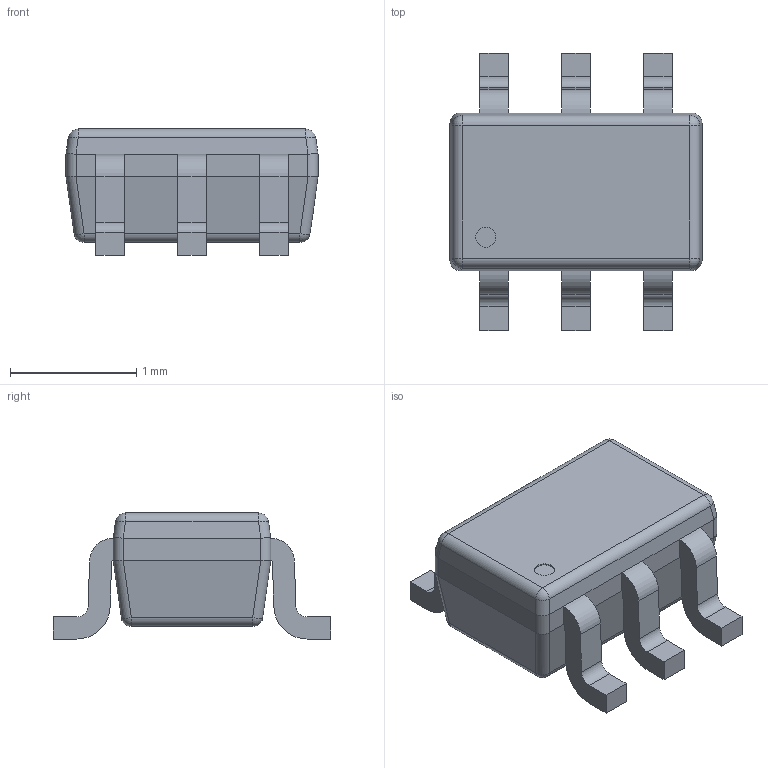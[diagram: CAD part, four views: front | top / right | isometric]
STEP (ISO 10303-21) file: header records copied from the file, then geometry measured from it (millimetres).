
FILE_DESCRIPTION (( 'STEP AP214' ), '1' );
FILE_NAME ('SC-70-6_L2.2-W1.3-P0.65-LS2.2-BL.STEP', '2023-10-17T08:15:32', ( '' ), ( '' ), 'SwSTEP 2.0', 'SolidWorks 2020', '' );
FILE_SCHEMA (( 'AUTOMOTIVE_DESIGN' ));
Length unit declared in the file: millimetre
Products named in the file (1): SC-70-6_L2.2-W1.3-P0.65-LS2.2-BL
Bounding box: 2 x 2.2 x 1 mm (x, y, z)
Volume: 2.3 mm3; surface area: 14.3 mm2
Topology: 1 solids, 1 shells, 341 faces, 909 edges, 590 vertices
Faces by surface type: plane 189, bspline 98, cylinder 46, sphere 8
Entity records: 14792 total; most frequent: CARTESIAN_POINT 3219, ORIENTED_EDGE 1818, DIRECTION 1249, EDGE_CURVE 909, LINE 609, VECTOR 609, VERTEX_POINT 590, EDGE_LOOP 361
